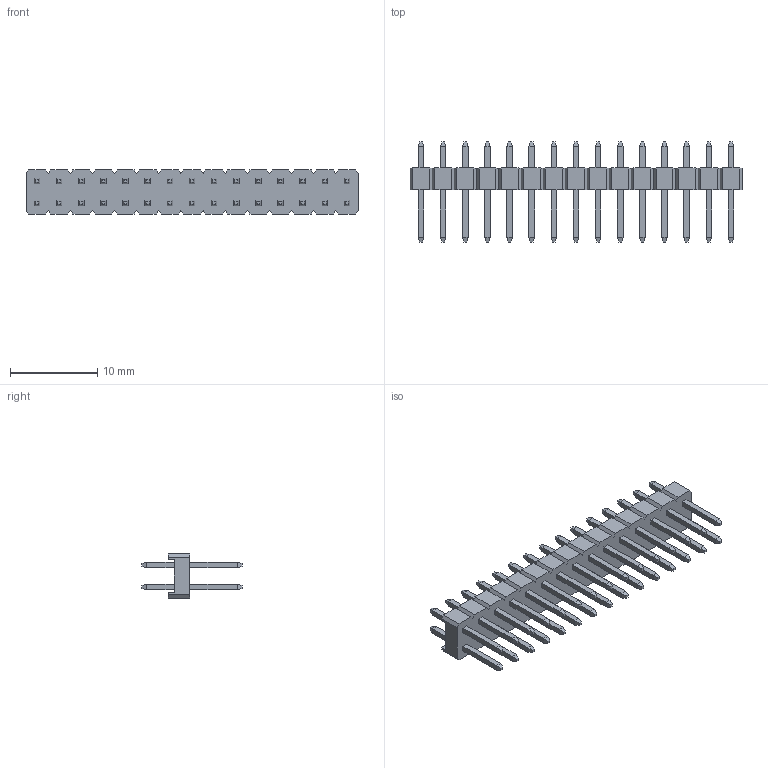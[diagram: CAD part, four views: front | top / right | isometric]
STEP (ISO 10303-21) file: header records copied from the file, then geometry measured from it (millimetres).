
FILE_DESCRIPTION(('STEP AP214'),'1');
FILE_NAME(' ',' ',('TraceParts'),('TraceParts S.A.'),'XStep 1.0',' ',' ');
FILE_SCHEMA(('automotive_design'));
Length unit declared in the file: millimetre
Products named in the file (1): 1
Bounding box: 38.1 x 11.5 x 5.08 mm (x, y, z)
Volume: 487.7 mm3; surface area: 1377 mm2
Topology: 1 solids, 1 shells, 698 faces, 1668 edges, 1032 vertices
Faces by surface type: plane 698
Entity records: 38552 total; most frequent: CARTESIAN_POINT 3399, STYLED_ITEM 3398, PRESENTATION_STYLE_ASSIGNMENT 3398, COLOUR_RGB 3398, ORIENTED_EDGE 3336, DIRECTION 3066, EDGE_CURVE 1668, CURVE_STYLE 1668
